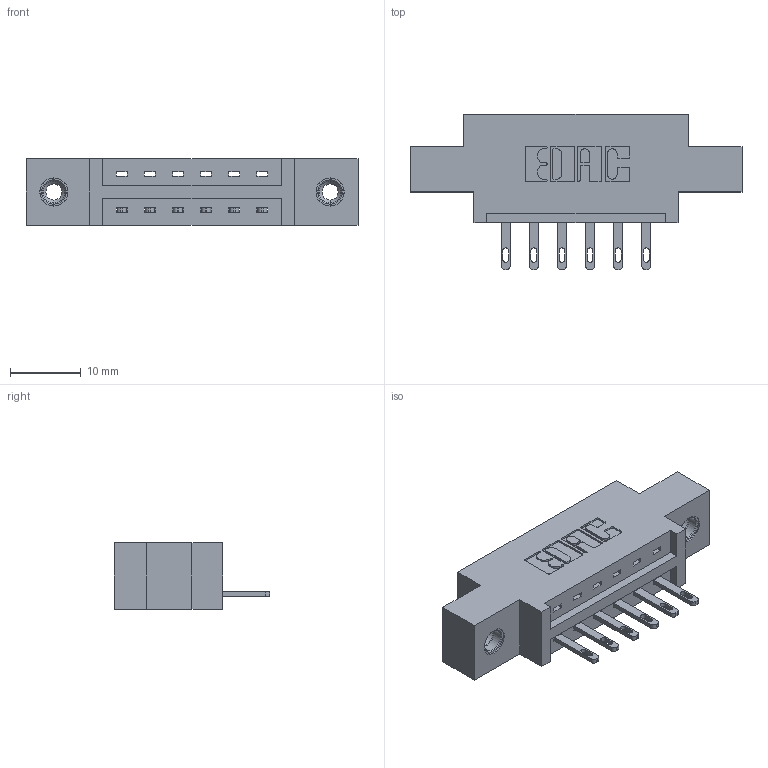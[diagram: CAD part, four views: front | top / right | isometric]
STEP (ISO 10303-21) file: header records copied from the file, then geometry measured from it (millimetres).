
FILE_DESCRIPTION (( 'STEP AP203' ), '1' );
FILE_NAME ('337-006-500-608.STEP', '2018-08-03T18:33:57', ( '' ), ( '' ), 'SwSTEP 2.0', 'SolidWorks 2016', '' );
FILE_SCHEMA (( 'CONFIG_CONTROL_DESIGN' ));
Length unit declared in the file: inch
Products named in the file (4): 345-292-001_345-293-100; 345-250-001_345-250-003-102; 337-006-500-608; 337 Part_0.170 Offset - 0.156 Dia-TI
Assembly tree (9 placements, depth 2):
  337-006-500-608
    337 Part_0.170 Offset - 0.156 Dia-TI
    345-292-001_345-293-100  x6
    345-250-001_345-250-003-102  x2
Bounding box: 46.79 x 21.85 x 9.4 mm (x, y, z)
Volume: 4291.9 mm3; surface area: 4375.4 mm2
Topology: 9 solids, 9 shells, 526 faces, 1539 edges, 1018 vertices
Faces by surface type: plane 346, cylinder 164, cone 12, torus 4
Entity records: 10364 total; most frequent: CARTESIAN_POINT 1783, ORIENTED_EDGE 1718, DIRECTION 1609, EDGE_CURVE 859, LINE 707, VECTOR 707, VERTEX_POINT 568, AXIS2_PLACEMENT_3D 451
